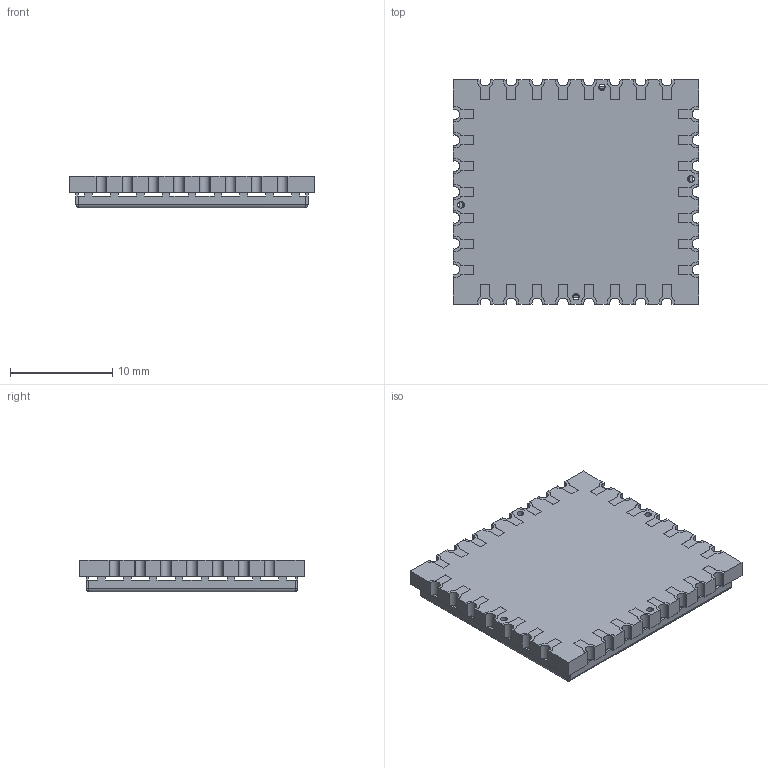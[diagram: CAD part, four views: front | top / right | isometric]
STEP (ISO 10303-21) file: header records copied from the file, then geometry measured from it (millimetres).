
FILE_DESCRIPTION (( 'STEP AP214' ), '1' );
FILE_NAME ('vn100_smd.STEP', '2016-02-01T18:04:59', ( 'davis' ), ( '' ), 'SwSTEP 2.0', 'SolidWorks 2014', '' );
FILE_SCHEMA (( 'AUTOMOTIVE_DESIGN' ));
Length unit declared in the file: inch
Products named in the file (3): vn100_pcb; vn100_smd; vn100_shield
Assembly tree (2 placements, depth 2):
  vn100_smd
    vn100_pcb
    vn100_shield
Bounding box: 24 x 22 x 3.1 mm (x, y, z)
Volume: 917.5 mm3; surface area: 2356.5 mm2
Topology: 2 solids, 2 shells, 867 faces, 2482 edges, 1644 vertices
Faces by surface type: plane 536, cylinder 263, bspline 68
Entity records: 33147 total; most frequent: CARTESIAN_POINT 6770, ORIENTED_EDGE 4964, DIRECTION 4464, EDGE_CURVE 2482, VECTOR 1836, LINE 1836, VERTEX_POINT 1644, AXIS2_PLACEMENT_3D 1314
